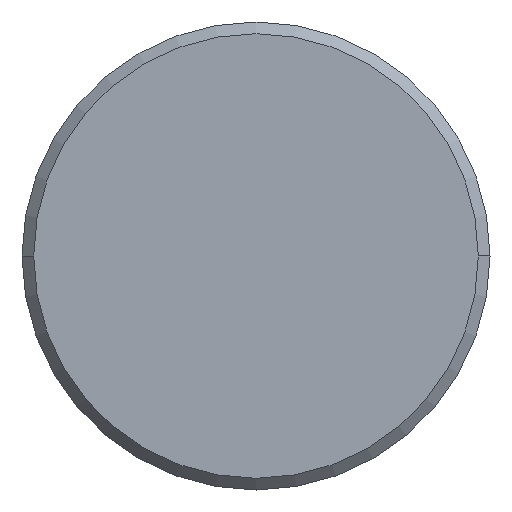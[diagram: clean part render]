
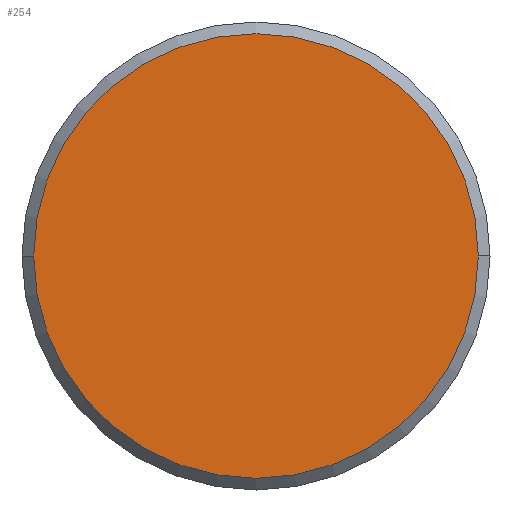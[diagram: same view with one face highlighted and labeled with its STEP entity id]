
A CAD part, left-side view. The second image highlights one B-rep face of the part: STEP entity #254.
In plain terms, the highlighted planar face has unit normal (-1, 0, 0).
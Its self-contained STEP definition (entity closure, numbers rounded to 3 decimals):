
#18 = CARTESIAN_POINT ( 'NONE',  ( -64., 0., 0. ) ) ;
#37 = CIRCLE ( 'NONE', #171, 9.5 ) ;
#40 = FACE_OUTER_BOUND ( 'NONE', #103, .T. ) ;
#41 = VERTEX_POINT ( 'NONE', #109 ) ;
#46 = DIRECTION ( 'NONE',  ( 0., 1., 0. ) ) ;
#67 = DIRECTION ( 'NONE',  ( 1., 0., 0. ) ) ;
#70 = PLANE ( 'NONE',  #149 ) ;
#80 = AXIS2_PLACEMENT_3D ( 'NONE', #18, #212, #46 ) ;
#96 = DIRECTION ( 'NONE',  ( -1., 0., 0. ) ) ;
#103 = EDGE_LOOP ( 'NONE', ( #245, #104 ) ) ;
#104 = ORIENTED_EDGE ( 'NONE', *, *, #180, .F. ) ;
#105 = EDGE_CURVE ( 'NONE', #219, #41, #186, .T. ) ;
#109 = CARTESIAN_POINT ( 'NONE',  ( -64., -9.5, 0. ) ) ;
#149 = AXIS2_PLACEMENT_3D ( 'NONE', #266, #96, #290 ) ;
#171 = AXIS2_PLACEMENT_3D ( 'NONE', #230, #67, #263 ) ;
#180 = EDGE_CURVE ( 'NONE', #41, #219, #37, .T. ) ;
#186 = CIRCLE ( 'NONE', #80, 9.5 ) ;
#212 = DIRECTION ( 'NONE',  ( 1., 0., 0. ) ) ;
#219 = VERTEX_POINT ( 'NONE', #232 ) ;
#230 = CARTESIAN_POINT ( 'NONE',  ( -64., 0., 0. ) ) ;
#232 = CARTESIAN_POINT ( 'NONE',  ( -64., 9.5, 0. ) ) ;
#245 = ORIENTED_EDGE ( 'NONE', *, *, #105, .F. ) ;
#254 = ADVANCED_FACE ( 'NONE', ( #40 ), #70, .T. ) ;
#263 = DIRECTION ( 'NONE',  ( 0., 1., 0. ) ) ;
#266 = CARTESIAN_POINT ( 'NONE',  ( -64., 0., 0. ) ) ;
#290 = DIRECTION ( 'NONE',  ( 0., -1., 0. ) ) ;
